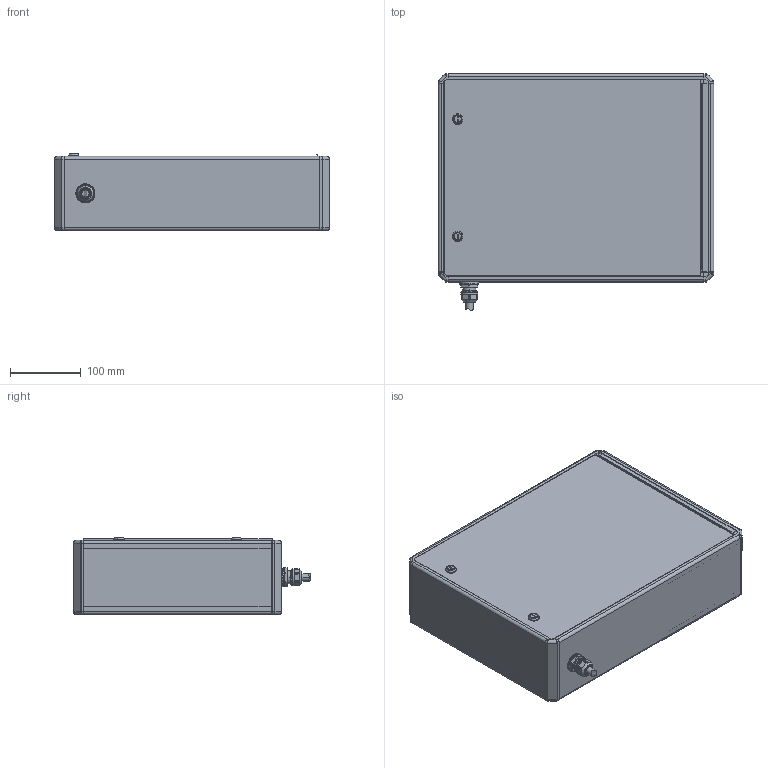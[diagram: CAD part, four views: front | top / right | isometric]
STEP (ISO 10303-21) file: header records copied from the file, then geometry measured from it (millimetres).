
FILE_DESCRIPTION (( 'STEP AP203' ), '1' );
FILE_NAME ('CXC-A02T-STP.step', '2025-06-24T09:37:36', ( '' ), ( '' ), 'SwSTEP 2.0', 'SolidWorks 2020', '' );
FILE_SCHEMA (( 'CONFIG_CONTROL_DESIGN' ));
Length unit declared in the file: millimetre
Products named in the file (7): OA-W1611; BOX_SET; CXC-A02T-STP; NUT; panel_back_set; OA-W1611_ASSY_004
Assembly tree (6 placements, depth 4):
  CXC-A02T-STP
    BOX_SET
    panel_back_set
    OA-W1611_ASSY_004
      OA-W1611
        OA-W1611
      NUT
Bounding box: 390 x 335.35 x 109 mm (x, y, z)
Volume: 827120.8 mm3; surface area: 661260.3 mm2
Topology: 8 solids, 12 shells, 1138 faces, 2985 edges, 1897 vertices
Faces by surface type: plane 604, cylinder 296, bspline 109, cone 81, torus 44, sphere 4
Entity records: 40692 total; most frequent: CARTESIAN_POINT 12793, ORIENTED_EDGE 5938, DIRECTION 5357, EDGE_CURVE 2969, VERTEX_POINT 1897, AXIS2_PLACEMENT_3D 1814, VECTOR 1729, LINE 1729
